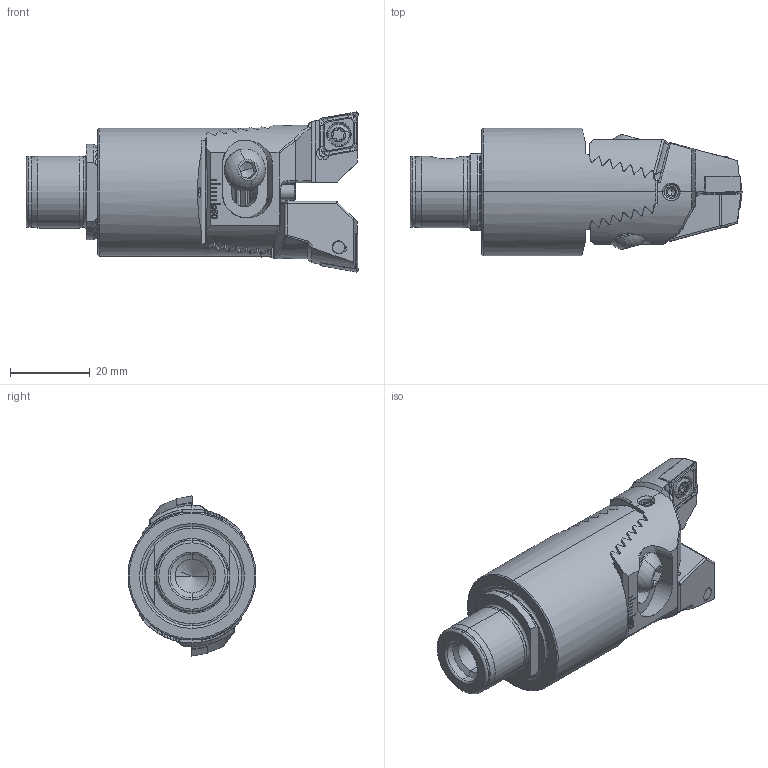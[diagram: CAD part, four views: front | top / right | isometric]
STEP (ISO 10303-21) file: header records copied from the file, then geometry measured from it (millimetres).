
FILE_DESCRIPTION (( 'STEP AP203' ), '1' );
FILE_NAME ('142.320.000.STEP', '2018-03-02T08:33:09', ( 'SWIAdmin' ), ( 'Hewlett-Packard Company' ), 'SwSTEP 2.0', 'SolidWorks 2017', '' );
FILE_SCHEMA (( 'CONFIG_CONTROL_DESIGN' ));
Length unit declared in the file: millimetre
Products named in the file (11): WCB-ER2.001.009_A; CCMT09T304; Z32-ER3.001.013_A; Z32-WCB.001.021; MB3-Z32.K21.065_B; Z20-ER2.001.013_A; Z32-ER1.002.016_A; 142.320.000; Z32-ER1.003.016_A_gespannt; Z32-ER1.001.016; Z32-xxx.001.021_B
Assembly tree (15 placements, depth 3):
  142.320.000
    MB3-Z32.K21.065_B
    Z32-ER1.001.016  x2
      Z32-ER1.002.016_A
      Z32-ER1.003.016_A_gespannt
    Z32-WCB.001.021
      Z32-xxx.001.021_B  x2
      WCB-ER2.001.009_A  x2
      CCMT09T304  x2
      Z32-ER3.001.013_A  x2
    Z20-ER2.001.013_A
Bounding box: 83 x 32 x 40 mm (x, y, z)
Volume: 42815.8 mm3; surface area: 18582.8 mm2
Topology: 14 solids, 14 shells, 968 faces, 2527 edges, 1563 vertices
Faces by surface type: plane 438, cylinder 227, cone 137, bspline 102, torus 44, sphere 20
Entity records: 22439 total; most frequent: CARTESIAN_POINT 7437, ORIENTED_EDGE 3154, DIRECTION 2560, EDGE_CURVE 1577, VERTEX_POINT 992, AXIS2_PLACEMENT_3D 937, LINE 686, VECTOR 686
